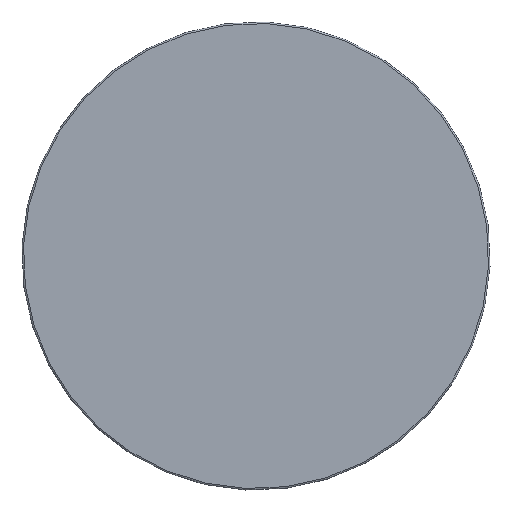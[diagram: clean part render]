
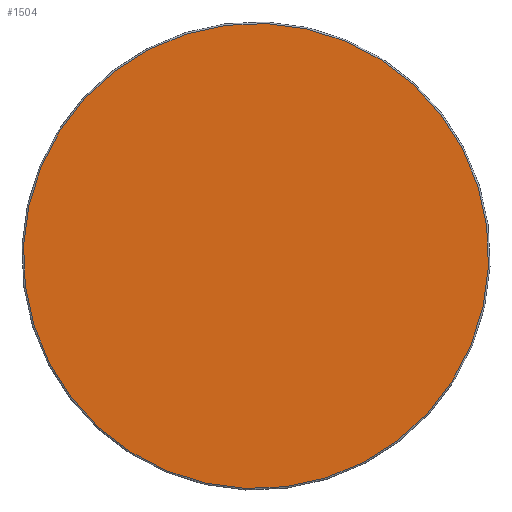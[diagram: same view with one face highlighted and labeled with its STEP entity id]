
A CAD part, front view. The second image highlights one B-rep face of the part: STEP entity #1504.
In plain terms, the highlighted planar face has unit normal (0, -1, 0).
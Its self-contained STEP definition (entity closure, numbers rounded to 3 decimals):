
#199=PLANE('',#1779);
#260=FACE_OUTER_BOUND('',#384,.T.);
#384=EDGE_LOOP('',(#1224,#1225));
#672=CIRCLE('',#1770,43.7);
#677=CIRCLE('',#1775,43.7);
#752=VERTEX_POINT('',#2439);
#753=VERTEX_POINT('',#2440);
#919=EDGE_CURVE('',#752,#753,#672,.T.);
#924=EDGE_CURVE('',#753,#752,#677,.T.);
#1224=ORIENTED_EDGE('',*,*,#919,.F.);
#1225=ORIENTED_EDGE('',*,*,#924,.F.);
#1504=ADVANCED_FACE('',(#260),#199,.T.);
#1770=AXIS2_PLACEMENT_3D('',#2441,#2064,#2065);
#1775=AXIS2_PLACEMENT_3D('',#2449,#2074,#2075);
#1779=AXIS2_PLACEMENT_3D('',#2456,#2083,#2084);
#2064=DIRECTION('center_axis',(0.,1.,0.));
#2065=DIRECTION('ref_axis',(-1.,0.,0.));
#2074=DIRECTION('center_axis',(0.,1.,0.));
#2075=DIRECTION('ref_axis',(-1.,0.,0.));
#2083=DIRECTION('center_axis',(0.,-1.,0.));
#2084=DIRECTION('ref_axis',(0.,0.,-1.));
#2439=CARTESIAN_POINT('',(43.7,0.,0.));
#2440=CARTESIAN_POINT('',(0.,0.,43.7));
#2441=CARTESIAN_POINT('Origin',(0.,0.,0.));
#2449=CARTESIAN_POINT('Origin',(0.,0.,0.));
#2456=CARTESIAN_POINT('Origin',(0.,0.,0.));
